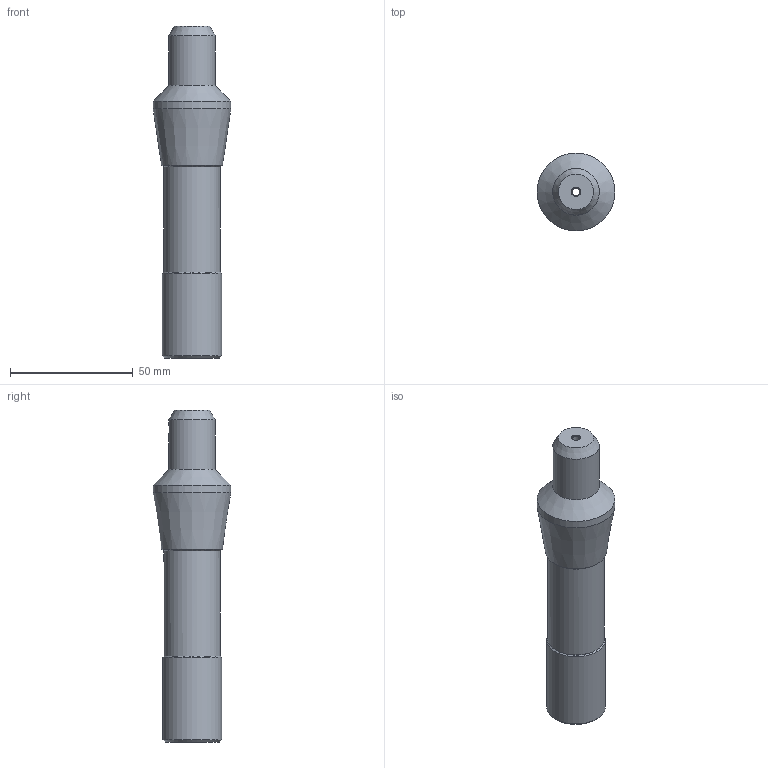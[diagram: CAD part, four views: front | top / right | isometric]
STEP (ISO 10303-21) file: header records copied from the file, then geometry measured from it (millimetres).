
FILE_DESCRIPTION (( 'STEP AP214' ), '1' );
FILE_NAME ('830-008-1.33.STEP', '2020-11-02T21:33:37', ( '' ), ( '' ), 'SwSTEP 2.0', 'SolidWorks 2020', '' );
FILE_SCHEMA (( 'AUTOMOTIVE_DESIGN' ));
Length unit declared in the file: millimetre
Products named in the file (1): 830-008-1.33
Bounding box: 31.75 x 31.75 x 135.4 mm (x, y, z)
Volume: 50876.1 mm3; surface area: 15100.3 mm2
Topology: 1 solids, 1 shells, 27 faces, 62 edges, 38 vertices
Faces by surface type: cone 9, plane 9, cylinder 9
Full cylindrical faces by diameter (mm): 3.174 x1, 4.3 x1, 10.1 x1, 11.5 x1, 19 x1, 23 x1, 31.75 x1
Entity records: 808 total; most frequent: CARTESIAN_POINT 220, DIRECTION 118, ORIENTED_EDGE 92, AXIS2_PLACEMENT_3D 52, EDGE_CURVE 46, EDGE_LOOP 46, VERTEX_POINT 36, FACE_OUTER_BOUND 34
